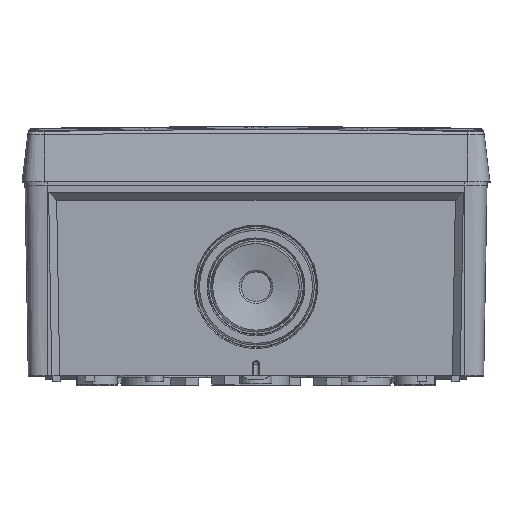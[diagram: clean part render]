
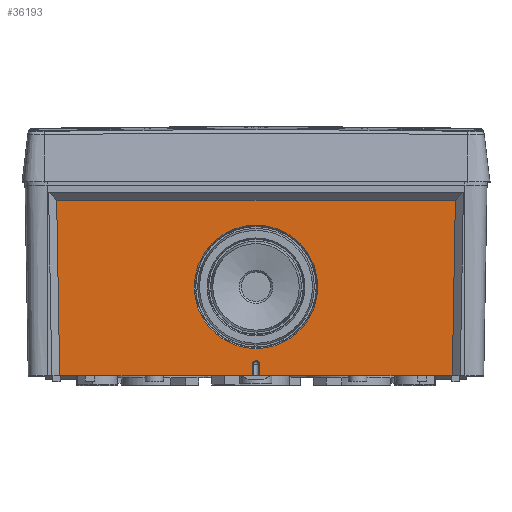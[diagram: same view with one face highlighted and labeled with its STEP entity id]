
A CAD part, top view. The second image highlights one B-rep face of the part: STEP entity #36193.
In plain terms, the highlighted planar face has unit normal (0, -0.018, 1).
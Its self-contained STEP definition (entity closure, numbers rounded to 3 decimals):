
#1590=B_SPLINE_CURVE_WITH_KNOTS('',3,(#79182,#79183,#79184,#79185,#79186,
#79187),.UNSPECIFIED.,.F.,.F.,(4,1,1,4),(0.,0.333,0.667,
1.),.UNSPECIFIED.);
#1591=B_SPLINE_CURVE_WITH_KNOTS('',3,(#79189,#79190,#79191,#79192,#79193,
#79194,#79195,#79196,#79197),.UNSPECIFIED.,.F.,.F.,(4,1,1,1,1,1,4),(0.,
0.25,0.375,0.5,0.625,0.75,1.),.UNSPECIFIED.);
#1592=B_SPLINE_CURVE_WITH_KNOTS('',3,(#79199,#79200,#79201,#79202,#79203,
#79204),.UNSPECIFIED.,.F.,.F.,(4,1,1,4),(0.,0.333,0.667,
1.),.UNSPECIFIED.);
#3827=CIRCLE('',#39649,16.702);
#12256=ORIENTED_EDGE('',*,*,#16571,.T.);
#12257=ORIENTED_EDGE('',*,*,#18863,.T.);
#12258=ORIENTED_EDGE('',*,*,#18868,.F.);
#12259=ORIENTED_EDGE('',*,*,#18869,.F.);
#12260=ORIENTED_EDGE('',*,*,#16575,.T.);
#12261=ORIENTED_EDGE('',*,*,#18870,.T.);
#12262=ORIENTED_EDGE('',*,*,#18871,.T.);
#12263=ORIENTED_EDGE('',*,*,#18872,.T.);
#12264=ORIENTED_EDGE('',*,*,#18873,.T.);
#16571=EDGE_CURVE('',#21182,#21181,#24183,.T.);
#16575=EDGE_CURVE('',#21186,#21185,#24184,.T.);
#18863=EDGE_CURVE('',#21181,#22727,#25297,.T.);
#18868=EDGE_CURVE('',#22730,#22727,#25302,.T.);
#18869=EDGE_CURVE('',#21186,#22730,#25303,.T.);
#18870=EDGE_CURVE('',#21185,#22731,#1590,.T.);
#18871=EDGE_CURVE('',#22731,#22732,#1591,.T.);
#18872=EDGE_CURVE('',#22732,#21182,#1592,.T.);
#18873=EDGE_CURVE('',#22733,#22733,#3827,.T.);
#21181=VERTEX_POINT('',#65957);
#21182=VERTEX_POINT('',#65959);
#21185=VERTEX_POINT('',#65971);
#21186=VERTEX_POINT('',#65973);
#22727=VERTEX_POINT('',#79170);
#22730=VERTEX_POINT('',#79178);
#22731=VERTEX_POINT('',#79188);
#22732=VERTEX_POINT('',#79198);
#22733=VERTEX_POINT('',#79206);
#24183=LINE('',#65958,#26684);
#24184=LINE('',#65972,#26685);
#25297=LINE('',#79169,#27798);
#25302=LINE('',#79179,#27803);
#25303=LINE('',#79181,#27804);
#26684=VECTOR('',#43877,1000.);
#26685=VECTOR('',#43880,1000.);
#27798=VECTOR('',#48105,1000.);
#27803=VECTOR('',#48112,1000.);
#27804=VECTOR('',#48115,1000.);
#30352=EDGE_LOOP('',(#12256,#12257,#12258,#12259,#12260,#12261,#12262,#12263));
#30353=EDGE_LOOP('',(#12264));
#32906=FACE_BOUND('',#30352,.T.);
#32907=FACE_BOUND('',#30353,.T.);
#34207=PLANE('',#39648);
#36193=ADVANCED_FACE('',(#32906,#32907),#34207,.T.);
#39648=AXIS2_PLACEMENT_3D('',#79180,#48113,#48114);
#39649=AXIS2_PLACEMENT_3D('',#79205,#48116,#48117);
#43877=DIRECTION('',(1.,0.,0.));
#43880=DIRECTION('',(1.,0.,0.));
#48105=DIRECTION('',(0.017,1.,0.017));
#48112=DIRECTION('',(1.,0.,0.));
#48113=DIRECTION('',(0.,-0.017,1.));
#48114=DIRECTION('',(1.,0.,0.));
#48115=DIRECTION('',(-0.017,1.,0.017));
#48116=DIRECTION('',(0.,0.017,-1.));
#48117=DIRECTION('',(0.,-1.,-0.017));
#65957=CARTESIAN_POINT('',(53.097,-0.5,59.461));
#65958=CARTESIAN_POINT('',(0.919,-0.5,59.461));
#65959=CARTESIAN_POINT('',(0.919,-0.5,59.461));
#65971=CARTESIAN_POINT('',(-0.919,-0.5,59.461));
#65972=CARTESIAN_POINT('',(-53.097,-0.5,59.461));
#65973=CARTESIAN_POINT('',(-53.097,-0.5,59.461));
#79169=CARTESIAN_POINT('',(53.097,-0.5,59.461));
#79170=CARTESIAN_POINT('',(53.926,46.939,60.289));
#79178=CARTESIAN_POINT('',(-53.926,46.939,60.289));
#79179=CARTESIAN_POINT('',(-53.926,46.939,60.289));
#79180=CARTESIAN_POINT('',(-62.7,59.,60.5));
#79181=CARTESIAN_POINT('',(-53.037,-3.964,59.401));
#79182=CARTESIAN_POINT('',(-0.919,-0.5,59.461));
#79183=CARTESIAN_POINT('',(-0.922,-0.157,59.467));
#79184=CARTESIAN_POINT('',(-0.928,0.531,59.479));
#79185=CARTESIAN_POINT('',(-0.938,1.566,59.497));
#79186=CARTESIAN_POINT('',(-0.944,2.258,59.51));
#79187=CARTESIAN_POINT('',(-0.947,2.605,59.516));
#79188=CARTESIAN_POINT('',(-0.947,2.605,59.516));
#79189=CARTESIAN_POINT('',(-0.947,2.605,59.516));
#79190=CARTESIAN_POINT('',(-0.949,2.844,59.52));
#79191=CARTESIAN_POINT('',(-0.799,3.201,59.526));
#79192=CARTESIAN_POINT('',(-0.398,3.471,59.531));
#79193=CARTESIAN_POINT('',(0.,3.547,59.532));
#79194=CARTESIAN_POINT('',(0.397,3.471,59.531));
#79195=CARTESIAN_POINT('',(0.798,3.201,59.526));
#79196=CARTESIAN_POINT('',(0.949,2.849,59.52));
#79197=CARTESIAN_POINT('',(0.947,2.605,59.516));
#79198=CARTESIAN_POINT('',(0.947,2.605,59.516));
#79199=CARTESIAN_POINT('',(0.947,2.605,59.516));
#79200=CARTESIAN_POINT('',(0.944,2.258,59.51));
#79201=CARTESIAN_POINT('',(0.938,1.566,59.497));
#79202=CARTESIAN_POINT('',(0.928,0.531,59.479));
#79203=CARTESIAN_POINT('',(0.922,-0.157,59.467));
#79204=CARTESIAN_POINT('',(0.919,-0.5,59.461));
#79205=CARTESIAN_POINT('',(0.,23.502,59.88));
#79206=CARTESIAN_POINT('',(0.,6.803,59.589));
